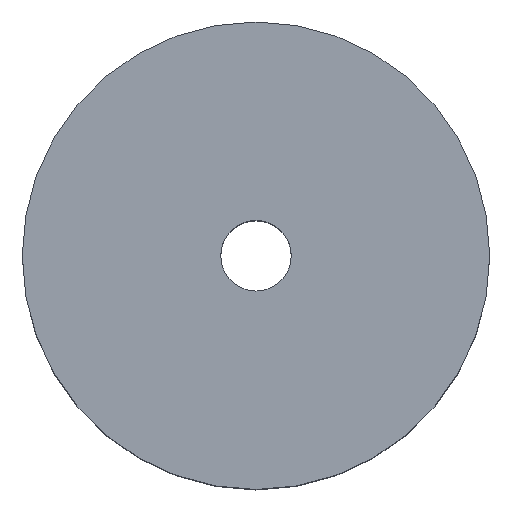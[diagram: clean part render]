
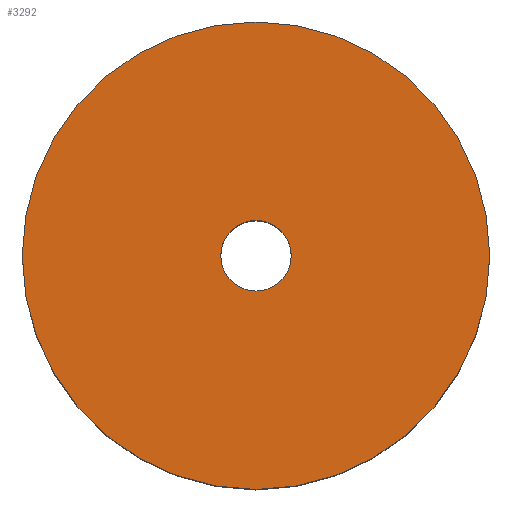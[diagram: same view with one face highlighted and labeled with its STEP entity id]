
A CAD part, top view. The second image highlights one B-rep face of the part: STEP entity #3292.
In plain terms, the highlighted planar face has unit normal (0, 0, 1).
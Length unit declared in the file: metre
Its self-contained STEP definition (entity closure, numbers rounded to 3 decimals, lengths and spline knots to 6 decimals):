
#15=PLANE('',#3821);
#1199=ORIENTED_EDGE('',*,*,#1885,.F.);
#1200=ORIENTED_EDGE('',*,*,#1884,.T.);
#1884=EDGE_CURVE('',#2228,#2228,#2572,.T.);
#1885=EDGE_CURVE('',#2229,#2229,#2573,.T.);
#2228=VERTEX_POINT('',#6061);
#2229=VERTEX_POINT('',#6064);
#2572=CIRCLE('',#3820,0.014916);
#2573=CIRCLE('',#3822,0.00225);
#2752=EDGE_LOOP('',(#1199));
#2753=EDGE_LOOP('',(#1200));
#2938=FACE_BOUND('',#2752,.T.);
#2939=FACE_BOUND('',#2753,.T.);
#3292=ADVANCED_FACE('',(#2938,#2939),#15,.T.);
#3820=AXIS2_PLACEMENT_3D('',#6060,#5020,#5021);
#3821=AXIS2_PLACEMENT_3D('',#6062,#5022,#5023);
#3822=AXIS2_PLACEMENT_3D('',#6063,#5024,#5025);
#5020=DIRECTION('',(0.,0.,1.));
#5021=DIRECTION('',(1.,0.,0.));
#5022=DIRECTION('',(0.,0.,1.));
#5023=DIRECTION('',(1.,0.,0.));
#5024=DIRECTION('',(0.,0.,1.));
#5025=DIRECTION('',(1.,0.,0.));
#6060=CARTESIAN_POINT('',(0.,0.,0.009225));
#6061=CARTESIAN_POINT('',(0.014916,0.,0.009225));
#6062=CARTESIAN_POINT('',(0.,0.,0.009225));
#6063=CARTESIAN_POINT('',(0.,0.,0.009225));
#6064=CARTESIAN_POINT('',(0.00225,0.,0.009225));
